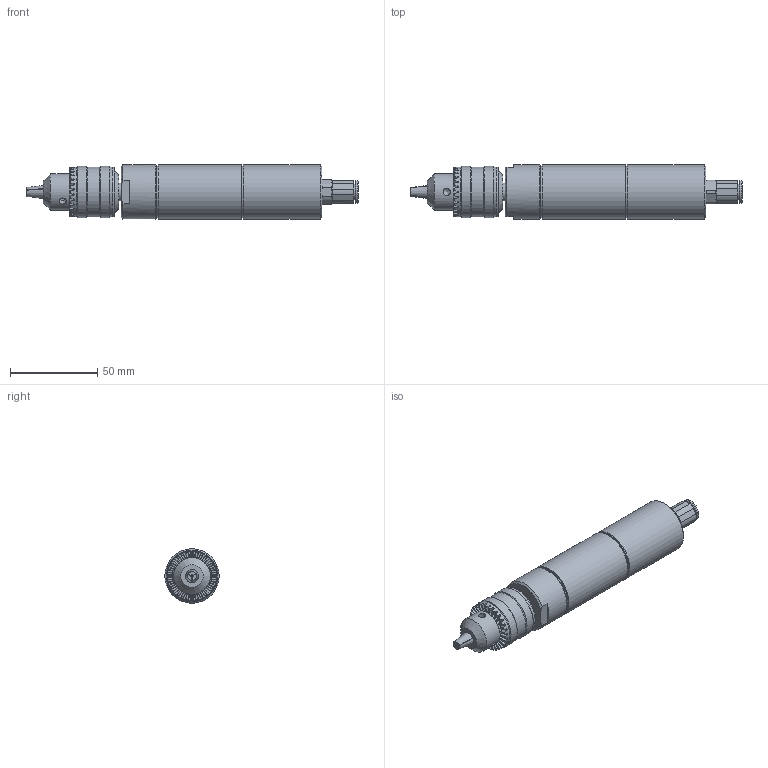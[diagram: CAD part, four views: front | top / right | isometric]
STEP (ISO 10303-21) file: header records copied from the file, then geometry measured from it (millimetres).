
FILE_DESCRIPTION((''),'2;1');
FILE_NAME('EBM 3500 B_60009247.stp','2008-06-12T09:11:58',('rmorof'),(''),'Autodesk Inventor 2008','Autodesk Inventor 2008','');
FILE_SCHEMA(('AUTOMOTIVE_DESIGN { 1 0 10303 214 1 1 1 1 }'));
Length unit declared in the file: millimetre
Products named in the file (1): Bauteil1
Bounding box: 189.78 x 31 x 31 mm (x, y, z)
Volume: 110257.5 mm3; surface area: 20131.6 mm2
Topology: 1 solids, 3 shells, 314 faces, 815 edges, 522 vertices
Faces by surface type: plane 178, cylinder 62, cone 60, bspline 10, torus 4
Full cylindrical faces by diameter (mm): 1.5 x1, 8 x1, 8.565 x1, 9.2 x1, 10 x1, 10.5 x1, 12 x1, 12.1 x1, 13 x1, 21 x1, 28.5 x3, 29.492 x2, 29.5 x2, 31 x3
Entity records: 10246 total; most frequent: CARTESIAN_POINT 2639, DIRECTION 1528, ORIENTED_EDGE 1492, EDGE_CURVE 746, AXIS2_PLACEMENT_3D 604, VERTEX_POINT 500, EDGE_LOOP 380, VECTOR 320
